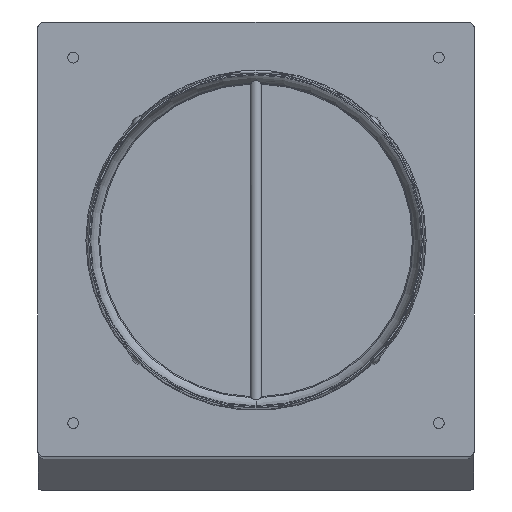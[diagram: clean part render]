
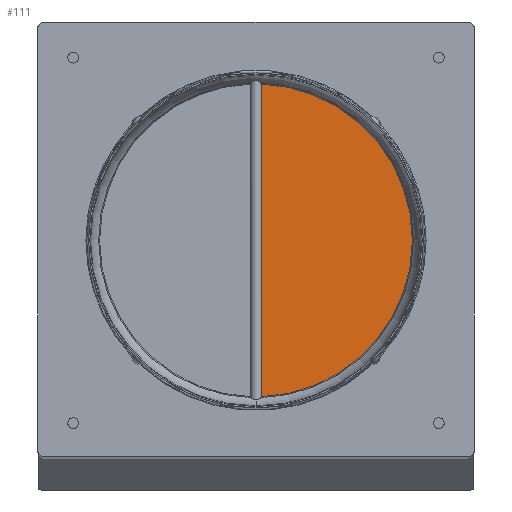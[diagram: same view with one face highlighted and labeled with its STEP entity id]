
A CAD part, left-side view. The second image highlights one B-rep face of the part: STEP entity #111.
In plain terms, the highlighted planar face has unit normal (-1, 0, 0).
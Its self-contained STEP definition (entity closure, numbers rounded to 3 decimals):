
#111=ADVANCED_FACE('',(#291),#292,.F.);
#291=FACE_OUTER_BOUND('',#613,.T.);
#292=PLANE('',#614);
#613=EDGE_LOOP('',(#1399,#1400));
#614=AXIS2_PLACEMENT_3D('',#1401,#1402,#1403);
#1399=ORIENTED_EDGE('',*,*,#2544,.F.);
#1400=ORIENTED_EDGE('',*,*,#2545,.F.);
#1401=CARTESIAN_POINT('',(-59.5,0.,0.));
#1402=DIRECTION('',(1.0,0.0,0.0));
#1403=DIRECTION('',(0.0,1.0,0.0));
#2544=EDGE_CURVE('',#2966,#2967,#2968,.T.);
#2545=EDGE_CURVE('',#2967,#2966,#2969,.T.);
#2966=VERTEX_POINT('',#3720);
#2967=VERTEX_POINT('',#3721);
#2968=CIRCLE('',#3722,68.023);
#2969=LINE('',#3723,#3724);
#3720=CARTESIAN_POINT('',(-59.5,-2.482,67.977));
#3721=CARTESIAN_POINT('',(-59.5,-2.482,-67.977));
#3722=AXIS2_PLACEMENT_3D('',#5690,#5691,#5692);
#3723=CARTESIAN_POINT('',(-59.5,-2.482,0.));
#3724=VECTOR('',#5693,1.0);
#5690=CARTESIAN_POINT('',(-59.5,0.,0.));
#5691=DIRECTION('',(1.0,0.0,-0.0));
#5692=DIRECTION('',(0.0,0.0,1.0));
#5693=DIRECTION('',(0.,0.,1.0));
